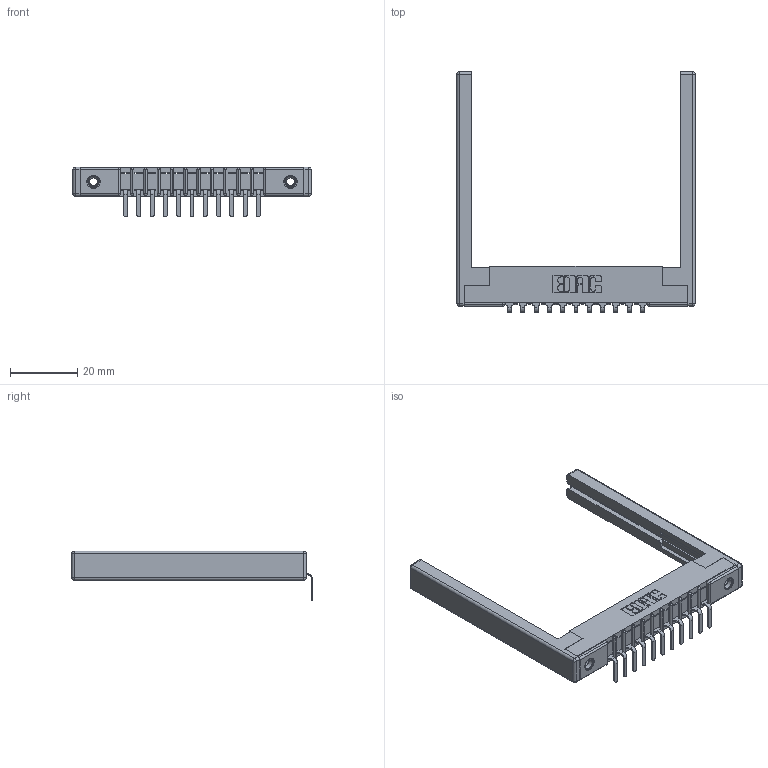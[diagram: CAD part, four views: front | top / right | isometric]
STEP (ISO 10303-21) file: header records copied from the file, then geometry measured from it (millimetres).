
FILE_DESCRIPTION (( 'STEP AP203' ), '1' );
FILE_NAME ('357-011-559-168.STEP', '2022-07-12T23:43:34', ( '' ), ( '' ), 'SwSTEP 2.0', 'SolidWorks 2020', '' );
FILE_SCHEMA (( 'CONFIG_CONTROL_DESIGN' ));
Length unit declared in the file: inch
Products named in the file (5): 307 Part_.156 Dia Mounting Holes; 345-250-001_345-250-001-102; 357-011-559-168; 307-290-001_558 559 - 1 (Single); 307-220-068
Assembly tree (16 placements, depth 2):
  357-011-559-168
    307 Part_.156 Dia Mounting Holes
    307-290-001_558 559 - 1 (Single)  x11
    307-220-068  x2
    345-250-001_345-250-001-102  x2
Bounding box: 71.02 x 71.67 x 14.81 mm (x, y, z)
Volume: 9088.8 mm3; surface area: 10746 mm2
Topology: 16 solids, 16 shells, 944 faces, 2627 edges, 1682 vertices
Faces by surface type: plane 587, cylinder 309, sphere 32, cone 12, torus 4
Entity records: 16115 total; most frequent: CARTESIAN_POINT 2669, ORIENTED_EDGE 2644, DIRECTION 2632, EDGE_CURVE 1322, LINE 998, VECTOR 998, VERTEX_POINT 854, AXIS2_PLACEMENT_3D 817
